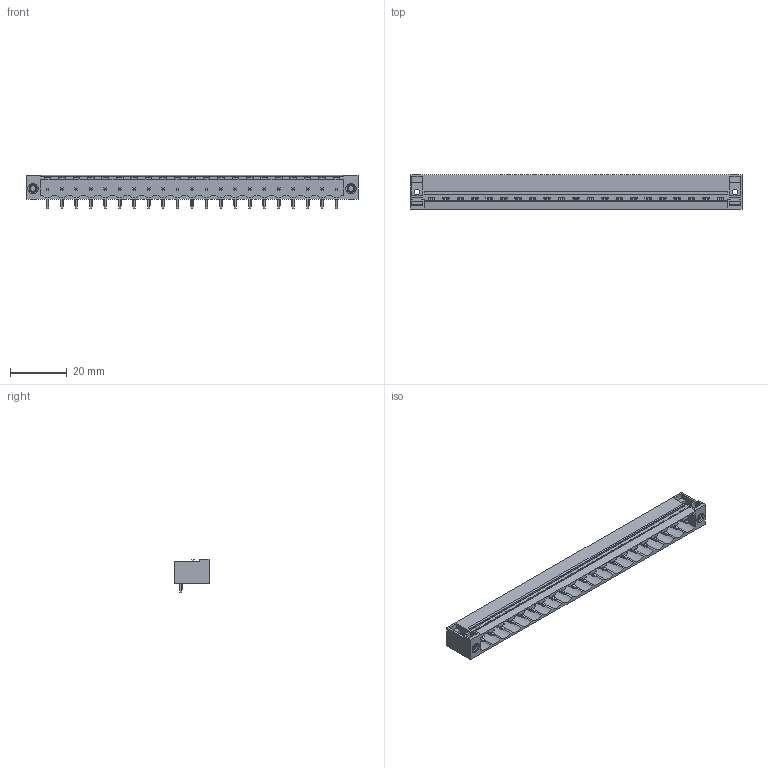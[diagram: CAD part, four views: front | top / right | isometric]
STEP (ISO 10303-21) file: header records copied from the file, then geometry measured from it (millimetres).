
FILE_DESCRIPTION(('CATIA V5 STEP Exchange','CAx-IF Rec.Pracs.--- Model Styling and Organization---1.2---2011-12-15'),'2;1');
FILE_NAME ('D1449216_0', '2018-10-26T06:52:49+00:00', ('none'), ('Weidmueller'), 'CATIA Version 5-6 Release 2014', 'CATIA V5 STEP AP214', 'none');
FILE_SCHEMA(('AUTOMOTIVE_DESIGN { 1 0 10303 214 1 1 1 1 }'));
Length unit declared in the file: millimetre
Products named in the file (1): 1149240000
Bounding box: 116.68 x 12 x 11.63 mm (x, y, z)
Volume: 5452.1 mm3; surface area: 9217.4 mm2
Topology: 24 solids, 24 shells, 1121 faces, 3111 edges, 2000 vertices
Faces by surface type: plane 726, cylinder 379, cone 16
Entity records: 32610 total; most frequent: CARTESIAN_POINT 7298, ORIENTED_EDGE 6222, DIRECTION 3501, EDGE_CURVE 3105, VECTOR 2167, LINE 2167, VERTEX_POINT 1992, EDGE_LOOP 1183
